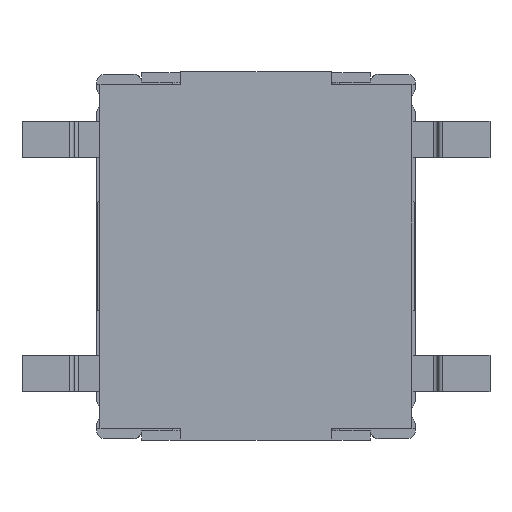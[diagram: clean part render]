
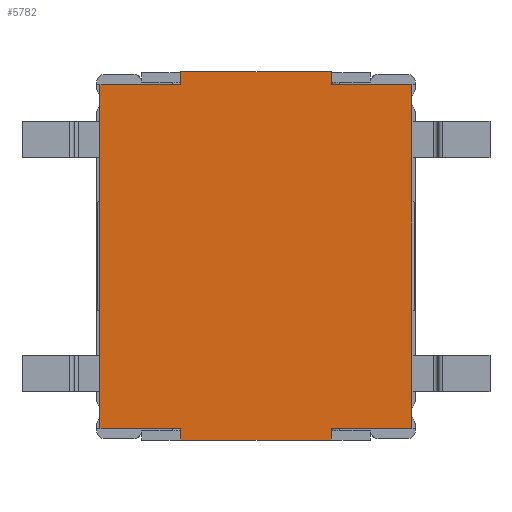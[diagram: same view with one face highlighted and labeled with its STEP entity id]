
A CAD part, front view. The second image highlights one B-rep face of the part: STEP entity #5782.
In plain terms, the highlighted planar face has unit normal (0, -1, 0).
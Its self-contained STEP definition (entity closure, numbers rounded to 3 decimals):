
#39 = DIRECTION ( 'NONE',  ( 1., 0., 0. ) ) ;
#93 = LINE ( 'NONE', #8338, #1781 ) ;
#238 = EDGE_CURVE ( 'NONE', #4110, #806, #2208, .T. ) ;
#239 = CARTESIAN_POINT ( 'NONE',  ( 0., -0.001, 0. ) ) ;
#253 = VECTOR ( 'NONE', #4003, 1000. ) ;
#254 = EDGE_CURVE ( 'NONE', #1927, #5080, #6847, .T. ) ;
#267 = DIRECTION ( 'NONE',  ( 0., -1., 0. ) ) ;
#314 = ORIENTED_EDGE ( 'NONE', *, *, #254, .T. ) ;
#424 = CARTESIAN_POINT ( 'NONE',  ( 5.948, -0.001, -0.7 ) ) ;
#487 = EDGE_CURVE ( 'NONE', #9363, #4126, #2425, .T. ) ;
#498 = CARTESIAN_POINT ( 'NONE',  ( 1.5, -0.001, -0.7 ) ) ;
#565 = DIRECTION ( 'NONE',  ( 0., 0., -1. ) ) ;
#572 = CARTESIAN_POINT ( 'NONE',  ( 7.5, -0.001, 5.9 ) ) ;
#601 = LINE ( 'NONE', #3227, #8666 ) ;
#693 = ORIENTED_EDGE ( 'NONE', *, *, #5107, .T. ) ;
#806 = VERTEX_POINT ( 'NONE', #2648 ) ;
#824 = LINE ( 'NONE', #2166, #2664 ) ;
#885 = EDGE_CURVE ( 'NONE', #9647, #4084, #824, .T. ) ;
#1258 = CARTESIAN_POINT ( 'NONE',  ( 3.052, -0.001, -0.93 ) ) ;
#1473 = CARTESIAN_POINT ( 'NONE',  ( 3.052, -0.001, 5.9 ) ) ;
#1505 = CARTESIAN_POINT ( 'NONE',  ( 5.948, -0.001, -0.93 ) ) ;
#1602 = ORIENTED_EDGE ( 'NONE', *, *, #6000, .T. ) ;
#1759 = EDGE_CURVE ( 'NONE', #4108, #4084, #9561, .T. ) ;
#1769 = CARTESIAN_POINT ( 'NONE',  ( 3.052, -0.001, 6.15 ) ) ;
#1781 = VECTOR ( 'NONE', #565, 1000. ) ;
#1927 = VERTEX_POINT ( 'NONE', #424 ) ;
#2000 = DIRECTION ( 'NONE',  ( 0., 0., 1. ) ) ;
#2126 = VERTEX_POINT ( 'NONE', #1505 ) ;
#2166 = CARTESIAN_POINT ( 'NONE',  ( 7.5, -0.001, 5.9 ) ) ;
#2208 = LINE ( 'NONE', #498, #2690 ) ;
#2366 = ORIENTED_EDGE ( 'NONE', *, *, #885, .T. ) ;
#2421 = CARTESIAN_POINT ( 'NONE',  ( 7.5, -0.001, -0.7 ) ) ;
#2425 = LINE ( 'NONE', #10110, #8286 ) ;
#2644 = CARTESIAN_POINT ( 'NONE',  ( 3.052, -0.001, -0.7 ) ) ;
#2648 = CARTESIAN_POINT ( 'NONE',  ( 1.5, -0.001, -0.7 ) ) ;
#2664 = VECTOR ( 'NONE', #9832, 1000. ) ;
#2690 = VECTOR ( 'NONE', #8281, 1000. ) ;
#2858 = DIRECTION ( 'NONE',  ( -1., 0., 0. ) ) ;
#3053 = DIRECTION ( 'NONE',  ( -1., 0., 0. ) ) ;
#3091 = CARTESIAN_POINT ( 'NONE',  ( 5.948, -0.001, 5.9 ) ) ;
#3224 = LINE ( 'NONE', #1258, #8955 ) ;
#3227 = CARTESIAN_POINT ( 'NONE',  ( 3.052, -0.001, 6.15 ) ) ;
#3294 = ORIENTED_EDGE ( 'NONE', *, *, #6321, .T. ) ;
#3298 = LINE ( 'NONE', #6958, #9519 ) ;
#3323 = CARTESIAN_POINT ( 'NONE',  ( 5.948, -0.001, 6.15 ) ) ;
#3581 = VECTOR ( 'NONE', #8813, 1000. ) ;
#3926 = LINE ( 'NONE', #8340, #8833 ) ;
#4003 = DIRECTION ( 'NONE',  ( -1., 0., 0. ) ) ;
#4084 = VERTEX_POINT ( 'NONE', #3091 ) ;
#4108 = VERTEX_POINT ( 'NONE', #10014 ) ;
#4110 = VERTEX_POINT ( 'NONE', #8580 ) ;
#4126 = VERTEX_POINT ( 'NONE', #1473 ) ;
#4408 = ORIENTED_EDGE ( 'NONE', *, *, #7903, .F. ) ;
#4548 = EDGE_LOOP ( 'NONE', ( #6886, #8630, #4408, #7529, #314, #3294, #2366, #5105, #1602, #4694, #693, #8174 ) ) ;
#4694 = ORIENTED_EDGE ( 'NONE', *, *, #487, .T. ) ;
#4743 = EDGE_CURVE ( 'NONE', #806, #6681, #5787, .T. ) ;
#5080 = VERTEX_POINT ( 'NONE', #5164 ) ;
#5105 = ORIENTED_EDGE ( 'NONE', *, *, #1759, .F. ) ;
#5107 = EDGE_CURVE ( 'NONE', #4126, #4110, #3926, .T. ) ;
#5164 = CARTESIAN_POINT ( 'NONE',  ( 7.5, -0.001, -0.7 ) ) ;
#5365 = VECTOR ( 'NONE', #6756, 1000. ) ;
#5511 = DIRECTION ( 'NONE',  ( 0., 0., -1. ) ) ;
#5782 = ADVANCED_FACE ( 'NONE', ( #8200 ), #8766, .T. ) ;
#5787 = LINE ( 'NONE', #2421, #8353 ) ;
#5984 = LINE ( 'NONE', #7905, #253 ) ;
#6000 = EDGE_CURVE ( 'NONE', #4108, #9363, #5984, .T. ) ;
#6321 = EDGE_CURVE ( 'NONE', #5080, #9647, #3298, .T. ) ;
#6589 = EDGE_CURVE ( 'NONE', #6681, #8637, #601, .T. ) ;
#6681 = VERTEX_POINT ( 'NONE', #2644 ) ;
#6756 = DIRECTION ( 'NONE',  ( 1., 0., 0. ) ) ;
#6847 = LINE ( 'NONE', #9004, #5365 ) ;
#6886 = ORIENTED_EDGE ( 'NONE', *, *, #4743, .T. ) ;
#6958 = CARTESIAN_POINT ( 'NONE',  ( 7.5, -0.001, -0.7 ) ) ;
#7233 = EDGE_CURVE ( 'NONE', #1927, #2126, #93, .T. ) ;
#7529 = ORIENTED_EDGE ( 'NONE', *, *, #7233, .F. ) ;
#7651 = AXIS2_PLACEMENT_3D ( 'NONE', #239, #267, #8734 ) ;
#7903 = EDGE_CURVE ( 'NONE', #2126, #8637, #3224, .T. ) ;
#7905 = CARTESIAN_POINT ( 'NONE',  ( 3.052, -0.001, 6.15 ) ) ;
#8174 = ORIENTED_EDGE ( 'NONE', *, *, #238, .T. ) ;
#8200 = FACE_OUTER_BOUND ( 'NONE', #4548, .T. ) ;
#8281 = DIRECTION ( 'NONE',  ( 0., 0., -1. ) ) ;
#8286 = VECTOR ( 'NONE', #5511, 1000. ) ;
#8338 = CARTESIAN_POINT ( 'NONE',  ( 5.948, -0.001, 6.15 ) ) ;
#8340 = CARTESIAN_POINT ( 'NONE',  ( 7.5, -0.001, 5.9 ) ) ;
#8353 = VECTOR ( 'NONE', #39, 1000. ) ;
#8580 = CARTESIAN_POINT ( 'NONE',  ( 1.5, -0.001, 5.9 ) ) ;
#8630 = ORIENTED_EDGE ( 'NONE', *, *, #6589, .T. ) ;
#8637 = VERTEX_POINT ( 'NONE', #10104 ) ;
#8666 = VECTOR ( 'NONE', #9655, 1000. ) ;
#8734 = DIRECTION ( 'NONE',  ( 0., 0., -1. ) ) ;
#8766 = PLANE ( 'NONE',  #7651 ) ;
#8813 = DIRECTION ( 'NONE',  ( 0., 0., -1. ) ) ;
#8833 = VECTOR ( 'NONE', #2858, 1000. ) ;
#8955 = VECTOR ( 'NONE', #3053, 1000. ) ;
#9004 = CARTESIAN_POINT ( 'NONE',  ( 7.5, -0.001, -0.7 ) ) ;
#9363 = VERTEX_POINT ( 'NONE', #1769 ) ;
#9519 = VECTOR ( 'NONE', #2000, 1000. ) ;
#9561 = LINE ( 'NONE', #3323, #3581 ) ;
#9647 = VERTEX_POINT ( 'NONE', #572 ) ;
#9655 = DIRECTION ( 'NONE',  ( 0., 0., -1. ) ) ;
#9832 = DIRECTION ( 'NONE',  ( -1., 0., 0. ) ) ;
#10014 = CARTESIAN_POINT ( 'NONE',  ( 5.948, -0.001, 6.15 ) ) ;
#10104 = CARTESIAN_POINT ( 'NONE',  ( 3.052, -0.001, -0.93 ) ) ;
#10110 = CARTESIAN_POINT ( 'NONE',  ( 3.052, -0.001, 6.15 ) ) ;
